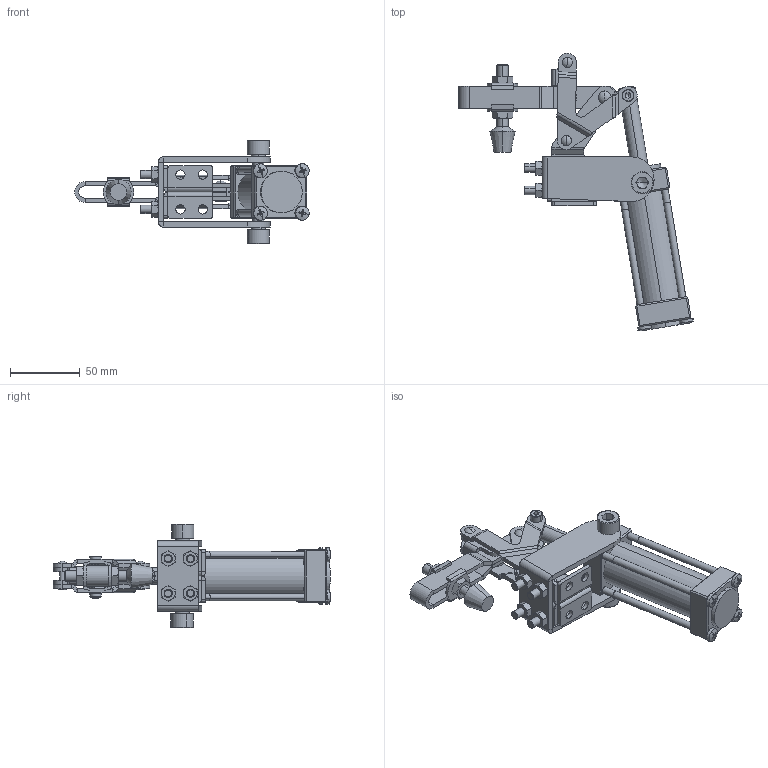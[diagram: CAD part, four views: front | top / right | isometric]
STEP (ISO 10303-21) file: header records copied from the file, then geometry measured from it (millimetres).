
FILE_DESCRIPTION (( 'STEP AP214' ), '1' );
FILE_NAME ('GH-20820-A(Â²¤Æ).STEP', '2020-07-23T09:35:33', ( 'LinWei' ), ( '' ), 'SwSTEP 2.0', 'SolidWorks 2016', '' );
FILE_SCHEMA (( 'AUTOMOTIVE_DESIGN' ));
Length unit declared in the file: millimetre
Products named in the file (8): 12082008-1^GH-20820-A(簡化); 20820A-CYLINDER-1^GH-20820-A(簡化); Group7^GH-20820-A(簡化); Group5^GH-20820-A(簡化); Group4^GH-20820-A(簡化); Group3^GH-20820-A(簡化); Group1^GH-20820-A(簡化); GH-20820-A(簡化)
Assembly tree (7 placements, depth 2):
  GH-20820-A(簡化)
    Group1^GH-20820-A(簡化)
    Group3^GH-20820-A(簡化)
    Group4^GH-20820-A(簡化)
    Group5^GH-20820-A(簡化)
    Group7^GH-20820-A(簡化)
    20820A-CYLINDER-1^GH-20820-A(簡化)
    12082008-1^GH-20820-A(簡化)
Bounding box: 168.65 x 199.44 x 74.5 mm (x, y, z)
Volume: 169830.2 mm3; surface area: 96787.4 mm2
Topology: 8 solids, 9 shells, 1051 faces, 2402 edges, 1425 vertices
Faces by surface type: plane 551, cylinder 258, cone 176, bspline 30, torus 20, sphere 16
Entity records: 36012 total; most frequent: CARTESIAN_POINT 7670, DIRECTION 5009, ORIENTED_EDGE 4788, EDGE_CURVE 2394, AXIS2_PLACEMENT_3D 1902, VERTEX_POINT 1425, VECTOR 1205, LINE 1205
